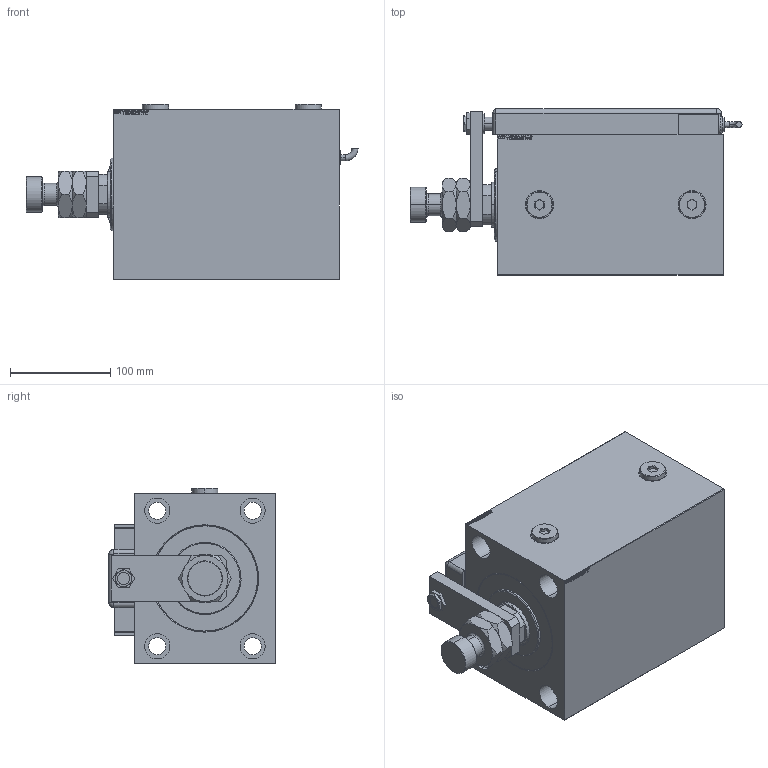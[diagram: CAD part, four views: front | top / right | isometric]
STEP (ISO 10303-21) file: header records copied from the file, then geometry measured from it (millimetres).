
FILE_DESCRIPTION (( 'STEP AP203' ), '1' );
FILE_NAME ('1597.STEP', '2024-02-13T09:36:37', ( '' ), ( '' ), 'SwSTEP 2.0', 'SolidWorks 2019', '' );
FILE_SCHEMA (( 'CONFIG_CONTROL_DESIGN' ));
Length unit declared in the file: millimetre
Products named in the file (15): Q_T_W_MFA 5870f622f3551ee446c20b4cd2a87400; ZARAZKA_Q 5870f622f3551ee446c20b4cd2a87400; SWITCH_Q_FRONT_BACK 5870f622f3551ee446c20b4cd2a87400; SWITCH Q 5870f622f3551ee446c20b4cd2a87400; V450CM_VC_B 5870f622f3551ee446c20b4cd2a87400; SWITCH DIM A_G 5870f622f3551ee446c20b4cd2a87400; TYC 5870f622f3551ee446c20b4cd2a87400; V450CM_C_Body 5870f622f3551ee446c20b4cd2a87400; Zatka_OIL_PORT 5870f622f3551ee446c20b4cd2a87400; V450CM_C_VCP 5870f622f3551ee446c20b4cd2a87400; NUT_D13 5870f622f3551ee446c20b4cd2a87400; KRYT 5870f622f3551ee446c20b4cd2a87400; NUT_D19 5870f622f3551ee446c20b4cd2a87400; 1597; MAGNETIC SWITCH Q 5870f622f3551ee446c20b4cd2a87400
Assembly tree (16 placements, depth 3):
  1597
    V450CM_C_Body 5870f622f3551ee446c20b4cd2a87400
    V450CM_C_VCP 5870f622f3551ee446c20b4cd2a87400
    V450CM_VC_B 5870f622f3551ee446c20b4cd2a87400
    MAGNETIC SWITCH Q 5870f622f3551ee446c20b4cd2a87400
      SWITCH_Q_FRONT_BACK 5870f622f3551ee446c20b4cd2a87400
      TYC 5870f622f3551ee446c20b4cd2a87400
      ZARAZKA_Q 5870f622f3551ee446c20b4cd2a87400
      SWITCH DIM A_G 5870f622f3551ee446c20b4cd2a87400
      NUT_D19 5870f622f3551ee446c20b4cd2a87400
      NUT_D13 5870f622f3551ee446c20b4cd2a87400
      KRYT 5870f622f3551ee446c20b4cd2a87400
      SWITCH Q 5870f622f3551ee446c20b4cd2a87400  x2
    Q_T_W_MFA 5870f622f3551ee446c20b4cd2a87400
    Zatka_OIL_PORT 5870f622f3551ee446c20b4cd2a87400  x2
Bounding box: 330.76 x 165.8 x 174.9 mm (x, y, z)
Volume: 4649373.8 mm3; surface area: 495522.3 mm2
Topology: 16 solids, 16 shells, 1355 faces, 3392 edges, 2221 vertices
Faces by surface type: plane 665, bspline 471, cylinder 137, cone 54, torus 26, sphere 2
Entity records: 62855 total; most frequent: CARTESIAN_POINT 33154, ORIENTED_EDGE 6508, DIRECTION 4262, EDGE_CURVE 3254, VERTEX_POINT 2137, LINE 1896, VECTOR 1896, EDGE_LOOP 1479
